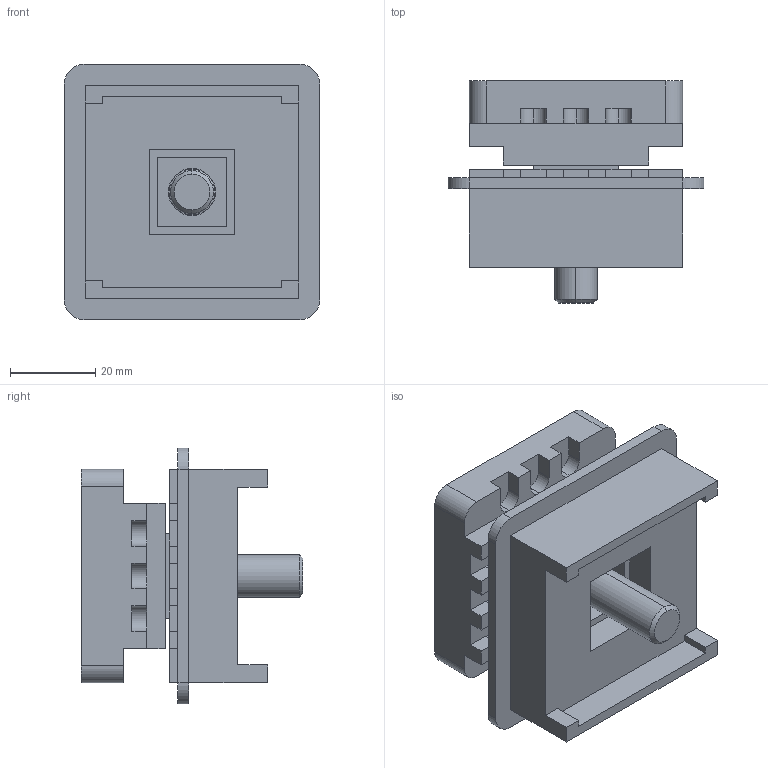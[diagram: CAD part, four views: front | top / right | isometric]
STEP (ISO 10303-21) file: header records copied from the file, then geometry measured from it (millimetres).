
FILE_DESCRIPTION(('STEP AP203'),'1');
FILE_NAME('afbs-b600.stp','2024-06-04T08:25:44',('TraceParts'),('TraceParts S.A.'),'Spatial InterOp 3D',' ',' ');
FILE_SCHEMA(('CONFIG_CONTROL_DESIGN'));
Length unit declared in the file: millimetre
Products named in the file (1): 1
Bounding box: 60 x 52 x 60 mm (x, y, z)
Volume: 66639.1 mm3; surface area: 28564.2 mm2
Topology: 3 solids, 3 shells, 252 faces, 676 edges, 439 vertices
Faces by surface type: plane 192, cylinder 52, cone 6, torus 2
Entity records: 7834 total; most frequent: CARTESIAN_POINT 1368, ORIENTED_EDGE 1348, DIRECTION 1308, EDGE_CURVE 674, LINE 550, VECTOR 550, VERTEX_POINT 439, AXIS2_PLACEMENT_3D 379
